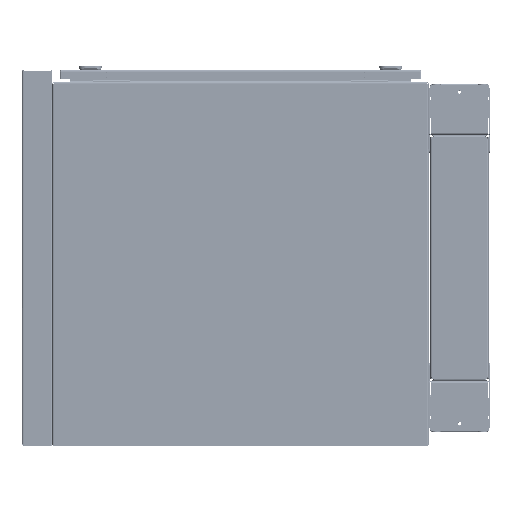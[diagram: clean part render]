
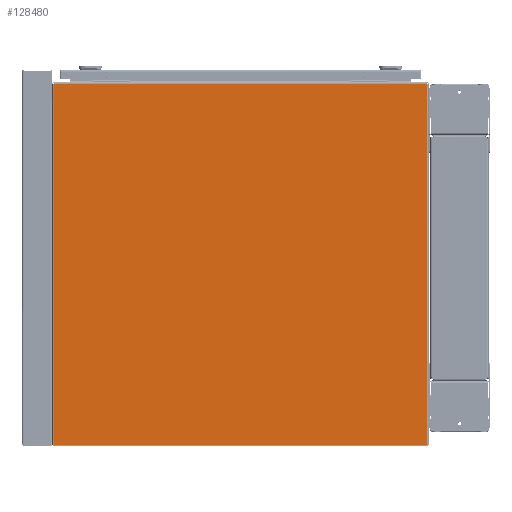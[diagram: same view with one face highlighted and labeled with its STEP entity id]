
A CAD part, left-side view. The second image highlights one B-rep face of the part: STEP entity #128480.
In plain terms, the highlighted planar face has unit normal (-1, 0, 0).
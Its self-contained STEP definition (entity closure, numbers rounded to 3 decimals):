
#1083 = EDGE_CURVE ( 'NONE', #85485, #142314, #20459, .T. ) ;
#3045 = LINE ( 'NONE', #110846, #121552 ) ;
#16827 = VERTEX_POINT ( 'NONE', #43283 ) ;
#17839 = CARTESIAN_POINT ( 'NONE',  ( -1.5, -280.654, -315.625 ) ) ;
#20459 = LINE ( 'NONE', #90276, #117402 ) ;
#23640 = ORIENTED_EDGE ( 'NONE', *, *, #1083, .F. ) ;
#27274 = ORIENTED_EDGE ( 'NONE', *, *, #76873, .F. ) ;
#30547 = DIRECTION ( 'NONE',  ( 0., -1., 0. ) ) ;
#30784 = LINE ( 'NONE', #43947, #84590 ) ;
#31873 = CARTESIAN_POINT ( 'NONE',  ( -1.5, 333.338, 0. ) ) ;
#37086 = VECTOR ( 'NONE', #45822, 1000. ) ;
#37993 = DIRECTION ( 'NONE',  ( 0., -1., 0. ) ) ;
#38398 = VECTOR ( 'NONE', #90809, 1000. ) ;
#40544 = CARTESIAN_POINT ( 'NONE',  ( -1.5, -280.641, 280.279 ) ) ;
#41482 = ORIENTED_EDGE ( 'NONE', *, *, #134797, .F. ) ;
#43283 = CARTESIAN_POINT ( 'NONE',  ( -1.5, 333.344, -315.625 ) ) ;
#43892 = DIRECTION ( 'NONE',  ( 0., 0., 1. ) ) ;
#43947 = CARTESIAN_POINT ( 'NONE',  ( -1.5, -370.74, -315.625 ) ) ;
#45822 = DIRECTION ( 'NONE',  ( 0., 0., 1. ) ) ;
#46904 = CARTESIAN_POINT ( 'NONE',  ( -1.5, 0., 280.277 ) ) ;
#47287 = CARTESIAN_POINT ( 'NONE',  ( -1.5, 0., 0. ) ) ;
#49998 = VERTEX_POINT ( 'NONE', #71921 ) ;
#50322 = FACE_OUTER_BOUND ( 'NONE', #122612, .T. ) ;
#52814 = ORIENTED_EDGE ( 'NONE', *, *, #144678, .F. ) ;
#53812 = EDGE_CURVE ( 'NONE', #142314, #116652, #101075, .T. ) ;
#54089 = DIRECTION ( 'NONE',  ( 0., 1., 0. ) ) ;
#54325 = ORIENTED_EDGE ( 'NONE', *, *, #113275, .T. ) ;
#58931 = DIRECTION ( 'NONE',  ( -1., 0., 0. ) ) ;
#59682 = DIRECTION ( 'NONE',  ( 0., 0., 1. ) ) ;
#61003 = CARTESIAN_POINT ( 'NONE',  ( -1.5, -280.641, 279.267 ) ) ;
#63112 = VECTOR ( 'NONE', #95627, 1000. ) ;
#64866 = ORIENTED_EDGE ( 'NONE', *, *, #53812, .F. ) ;
#66072 = LINE ( 'NONE', #137399, #38398 ) ;
#66371 = VERTEX_POINT ( 'NONE', #17839 ) ;
#67186 = LINE ( 'NONE', #150115, #75940 ) ;
#69419 = VERTEX_POINT ( 'NONE', #86031 ) ;
#71921 = CARTESIAN_POINT ( 'NONE',  ( -1.5, 333.338, 280.279 ) ) ;
#75940 = VECTOR ( 'NONE', #43892, 1000. ) ;
#76873 = EDGE_CURVE ( 'NONE', #16827, #135080, #66072, .T. ) ;
#84590 = VECTOR ( 'NONE', #54089, 1000. ) ;
#85485 = VERTEX_POINT ( 'NONE', #40544 ) ;
#86031 = CARTESIAN_POINT ( 'NONE',  ( -1.5, 333.338, 280.277 ) ) ;
#90276 = CARTESIAN_POINT ( 'NONE',  ( -1.5, -280.641, 0. ) ) ;
#90809 = DIRECTION ( 'NONE',  ( 0., 0., 1. ) ) ;
#92955 = CARTESIAN_POINT ( 'NONE',  ( -1.5, -280.654, 279.267 ) ) ;
#95627 = DIRECTION ( 'NONE',  ( 0., -1., 0. ) ) ;
#100490 = ORIENTED_EDGE ( 'NONE', *, *, #120757, .F. ) ;
#101075 = LINE ( 'NONE', #112742, #137872 ) ;
#110783 = EDGE_CURVE ( 'NONE', #135080, #69419, #141459, .T. ) ;
#110846 = CARTESIAN_POINT ( 'NONE',  ( -1.5, 0., 280.279 ) ) ;
#111376 = ORIENTED_EDGE ( 'NONE', *, *, #110783, .F. ) ;
#112742 = CARTESIAN_POINT ( 'NONE',  ( -1.5, 0., 279.267 ) ) ;
#113275 = EDGE_CURVE ( 'NONE', #66371, #116652, #67186, .T. ) ;
#114828 = LINE ( 'NONE', #31873, #37086 ) ;
#116652 = VERTEX_POINT ( 'NONE', #92955 ) ;
#117402 = VECTOR ( 'NONE', #127485, 1000. ) ;
#119030 = CARTESIAN_POINT ( 'NONE',  ( -1.5, 333.344, 280.277 ) ) ;
#120757 = EDGE_CURVE ( 'NONE', #66371, #16827, #30784, .T. ) ;
#120890 = PLANE ( 'NONE',  #152574 ) ;
#121552 = VECTOR ( 'NONE', #37993, 1000. ) ;
#122612 = EDGE_LOOP ( 'NONE', ( #52814, #41482, #111376, #27274, #100490, #54325, #64866, #23640 ) ) ;
#127485 = DIRECTION ( 'NONE',  ( 0., 0., -1. ) ) ;
#128480 = ADVANCED_FACE ( 'NONE', ( #50322 ), #120890, .T. ) ;
#134797 = EDGE_CURVE ( 'NONE', #69419, #49998, #114828, .T. ) ;
#135080 = VERTEX_POINT ( 'NONE', #119030 ) ;
#137399 = CARTESIAN_POINT ( 'NONE',  ( -1.5, 333.344, 0. ) ) ;
#137872 = VECTOR ( 'NONE', #30547, 1000. ) ;
#141459 = LINE ( 'NONE', #46904, #63112 ) ;
#142314 = VERTEX_POINT ( 'NONE', #61003 ) ;
#144678 = EDGE_CURVE ( 'NONE', #49998, #85485, #3045, .T. ) ;
#150115 = CARTESIAN_POINT ( 'NONE',  ( -1.5, -280.654, 0. ) ) ;
#152574 = AXIS2_PLACEMENT_3D ( 'NONE', #47287, #58931, #59682 ) ;
